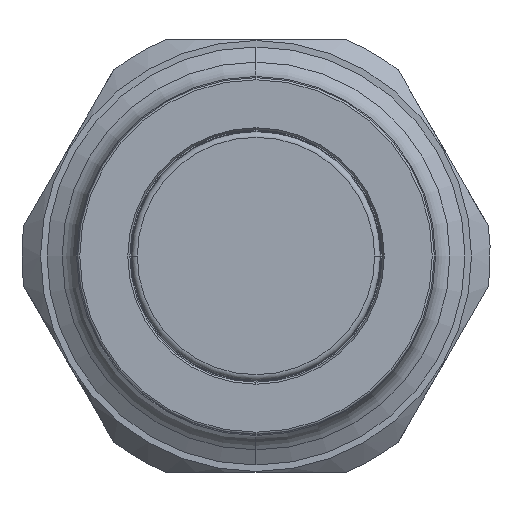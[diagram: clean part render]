
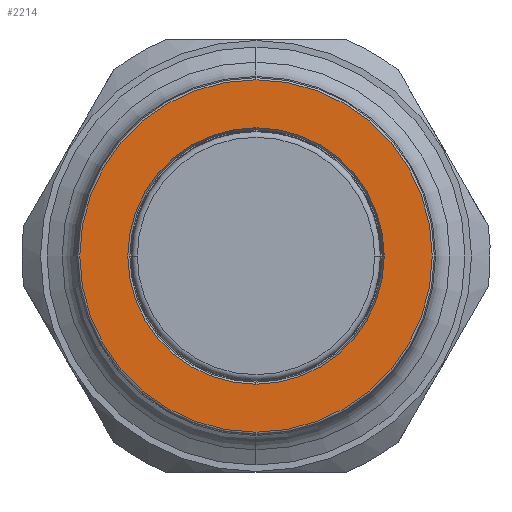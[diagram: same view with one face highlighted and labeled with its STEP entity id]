
A CAD part, left-side view. The second image highlights one B-rep face of the part: STEP entity #2214.
In plain terms, the highlighted planar face has unit normal (-1, 0, 0).
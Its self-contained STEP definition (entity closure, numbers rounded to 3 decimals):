
#122 = AXIS2_PLACEMENT_3D ( 'NONE', #394, #396, #398 ) ;
#160 = ORIENTED_EDGE ( 'NONE', *, *, #1783, .F. ) ;
#166 = ORIENTED_EDGE ( 'NONE', *, *, #1944, .F. ) ;
#353 = DIRECTION ( 'NONE',  ( 0., 0., 1. ) ) ;
#354 = DIRECTION ( 'NONE',  ( -1., 0., 0. ) ) ;
#355 = CARTESIAN_POINT ( 'NONE',  ( 0., 0., 0. ) ) ;
#356 = DIRECTION ( 'NONE',  ( 0., 0., 1. ) ) ;
#357 = DIRECTION ( 'NONE',  ( -1., 0., 0. ) ) ;
#358 = CARTESIAN_POINT ( 'NONE',  ( 0., 0., 0. ) ) ;
#394 = CARTESIAN_POINT ( 'NONE',  ( 0., 17.789, 0. ) ) ;
#396 = DIRECTION ( 'NONE',  ( 1., 0., 0. ) ) ;
#398 = DIRECTION ( 'NONE',  ( 0., 0., -1. ) ) ;
#801 = VERTEX_POINT ( 'NONE', #1177 ) ;
#823 = VERTEX_POINT ( 'NONE', #1160 ) ;
#824 = VERTEX_POINT ( 'NONE', #1159 ) ;
#1043 = DIRECTION ( 'NONE',  ( 0., 0., 1. ) ) ;
#1044 = DIRECTION ( 'NONE',  ( -1., 0., 0. ) ) ;
#1045 = CARTESIAN_POINT ( 'NONE',  ( 0., 0., 0. ) ) ;
#1068 = DIRECTION ( 'NONE',  ( 0., 0., 1. ) ) ;
#1069 = DIRECTION ( 'NONE',  ( -1., 0., 0. ) ) ;
#1070 = CARTESIAN_POINT ( 'NONE',  ( 0., 0., 0. ) ) ;
#1084 = CARTESIAN_POINT ( 'NONE',  ( 0., 0., -17.789 ) ) ;
#1159 = CARTESIAN_POINT ( 'NONE',  ( 0., 0., -24.455 ) ) ;
#1160 = CARTESIAN_POINT ( 'NONE',  ( 0., 0., 17.789 ) ) ;
#1161 = VERTEX_POINT ( 'NONE', #1084 ) ;
#1177 = CARTESIAN_POINT ( 'NONE',  ( 0., 0., 24.455 ) ) ;
#1279 = FACE_OUTER_BOUND ( 'NONE', #2030, .T. ) ;
#1280 = FACE_BOUND ( 'NONE', #2032, .T. ) ;
#1363 = CIRCLE ( 'NONE', #1673, 17.789 ) ;
#1364 = CIRCLE ( 'NONE', #1674, 24.455 ) ;
#1537 = CIRCLE ( 'NONE', #1764, 17.789 ) ;
#1552 = CIRCLE ( 'NONE', #1769, 24.455 ) ;
#1569 = ORIENTED_EDGE ( 'NONE', *, *, #1943, .T. ) ;
#1570 = ORIENTED_EDGE ( 'NONE', *, *, #1773, .T. ) ;
#1673 = AXIS2_PLACEMENT_3D ( 'NONE', #355, #354, #353 ) ;
#1674 = AXIS2_PLACEMENT_3D ( 'NONE', #358, #357, #356 ) ;
#1764 = AXIS2_PLACEMENT_3D ( 'NONE', #1045, #1044, #1043 ) ;
#1769 = AXIS2_PLACEMENT_3D ( 'NONE', #1070, #1069, #1068 ) ;
#1773 = EDGE_CURVE ( 'NONE', #801, #824, #1552, .T. ) ;
#1783 = EDGE_CURVE ( 'NONE', #1161, #823, #1537, .T. ) ;
#1943 = EDGE_CURVE ( 'NONE', #824, #801, #1364, .T. ) ;
#1944 = EDGE_CURVE ( 'NONE', #823, #1161, #1363, .T. ) ;
#2030 = EDGE_LOOP ( 'NONE', ( #1570, #1569 ) ) ;
#2032 = EDGE_LOOP ( 'NONE', ( #166, #160 ) ) ;
#2214 = ADVANCED_FACE ( 'NONE', ( #1280, #1279 ), #2268, .F. ) ;
#2268 = PLANE ( 'NONE',  #122 ) ;
